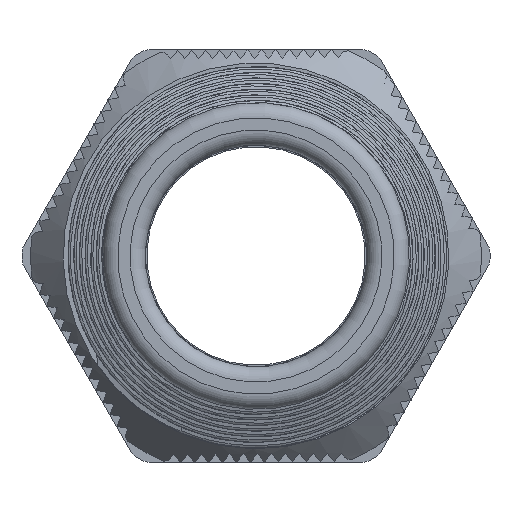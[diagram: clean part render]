
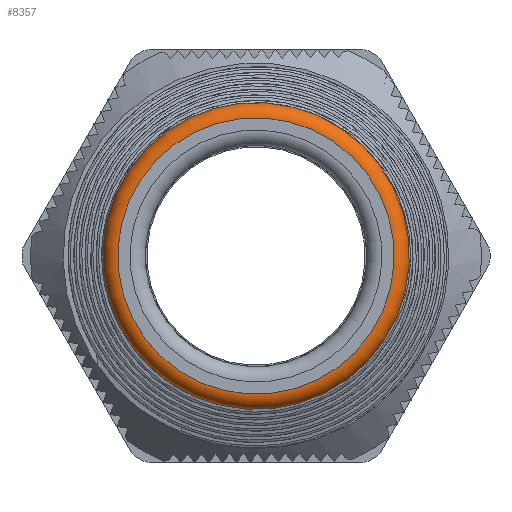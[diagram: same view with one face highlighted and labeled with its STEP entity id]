
A CAD part, left-side view. The second image highlights one B-rep face of the part: STEP entity #8357.
In plain terms, the highlighted toroidal (fillet/blend) face has major radius 9.05 mm and minor radius 1 mm.
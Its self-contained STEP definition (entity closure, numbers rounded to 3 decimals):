
#246=TOROIDAL_SURFACE('',#9067,9.05,1.);
#279=FACE_BOUND('',#2814,.T.);
#2337=FACE_OUTER_BOUND('',#2813,.T.);
#2813=EDGE_LOOP('',(#7808));
#2814=EDGE_LOOP('',(#7809));
#3121=CIRCLE('',#9064,9.05);
#3123=CIRCLE('',#9068,10.05);
#4103=VERTEX_POINT('',#29191);
#4105=VERTEX_POINT('',#29197);
#5343=EDGE_CURVE('',#4103,#4103,#3121,.T.);
#5345=EDGE_CURVE('',#4105,#4105,#3123,.T.);
#7808=ORIENTED_EDGE('',*,*,#5343,.T.);
#7809=ORIENTED_EDGE('',*,*,#5345,.T.);
#8357=ADVANCED_FACE('',(#2337,#279),#246,.T.);
#9064=AXIS2_PLACEMENT_3D('',#29192,#11073,#11074);
#9067=AXIS2_PLACEMENT_3D('',#29196,#11079,#11080);
#9068=AXIS2_PLACEMENT_3D('',#29198,#11081,#11082);
#11073=DIRECTION('center_axis',(-1.,0.,0.));
#11074=DIRECTION('ref_axis',(0.,0.,
-1.));
#11079=DIRECTION('center_axis',(-1.,0.,0.));
#11080=DIRECTION('ref_axis',(0.,0.,1.));
#11081=DIRECTION('center_axis',(1.,0.,0.));
#11082=DIRECTION('ref_axis',(0.,0.,
-1.));
#29191=CARTESIAN_POINT('',(8.44,0.,9.05));
#29192=CARTESIAN_POINT('Origin',(8.44,0.,0.));
#29196=CARTESIAN_POINT('Origin',(7.44,0.,0.));
#29197=CARTESIAN_POINT('',(7.44,0.,10.05));
#29198=CARTESIAN_POINT('Origin',(7.44,0.,0.));
